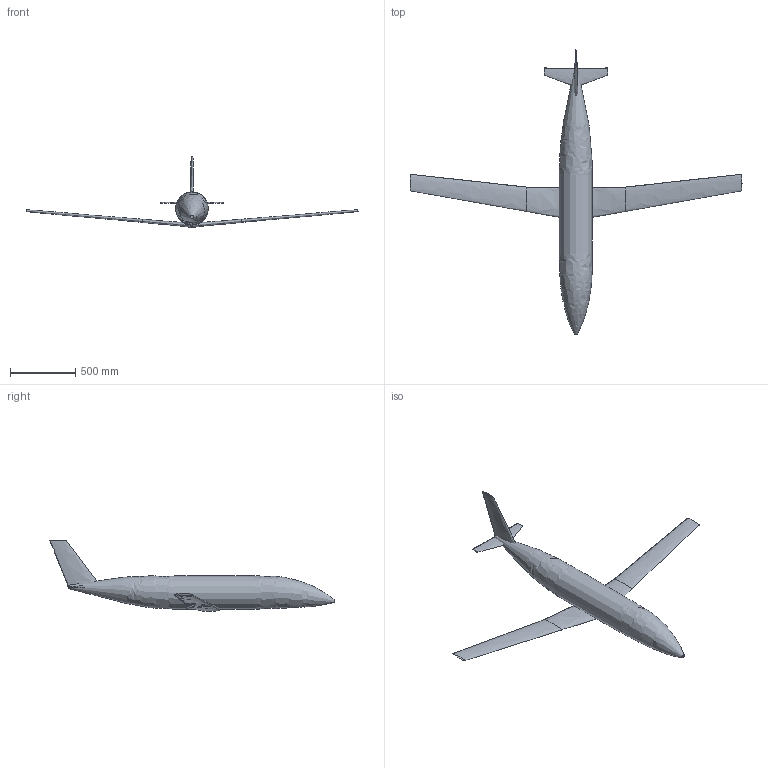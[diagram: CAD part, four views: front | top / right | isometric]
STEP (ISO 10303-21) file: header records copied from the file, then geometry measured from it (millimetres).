
FILE_DESCRIPTION ((), '1');
FILE_NAME ('G50076', '2015-05-26T01:13:36', ('Unknown'), ('Unknown'), 'HarmonyWare STEP v1.9.13', 'HarmonyWare Translators', '');
FILE_SCHEMA (('CONFIG_CONTROL_DESIGN'));
Length unit declared in the file: inch
Products named in the file (94): NONE
Assembly tree (93 placements, depth 2):
  NONE
    NONE
    NONE
    NONE
    NONE
    NONE
    NONE
    NONE
    NONE
    NONE
    NONE
    NONE
    NONE
    NONE
    NONE
    NONE
    NONE
    NONE
    NONE
    NONE
    NONE
    NONE
    NONE
    NONE
    NONE
    NONE
    NONE
    NONE
    NONE
    NONE
    NONE
    NONE
    NONE
    NONE
    NONE
    NONE
    NONE
    NONE
    NONE
    NONE
    NONE
    NONE
    NONE
    NONE
    NONE
    NONE
    NONE
    NONE
    NONE
    NONE
    NONE
    NONE
    NONE
    NONE
    NONE
    NONE
    NONE
    NONE
    NONE
    NONE
Bounding box: 2541.44 x 2174.43 x 541.94 mm (x, y, z)
Surface area: 2446695 mm2 (no closed solid volume)
Topology: 0 solids, 0 shells, 8 faces, 109 edges, 165 vertices
Faces by surface type: bspline 8
Entity records: 15957 total; most frequent: CARTESIAN_POINT 2444, PERSON 938, ORGANIZATION 938, PERSON_AND_ORGANIZATION 938, CALENDAR_DATE 656, COORDINATED_UNIVERSAL_TIME_OFFSET 656, LOCAL_TIME 656, DATE_AND_TIME 656
